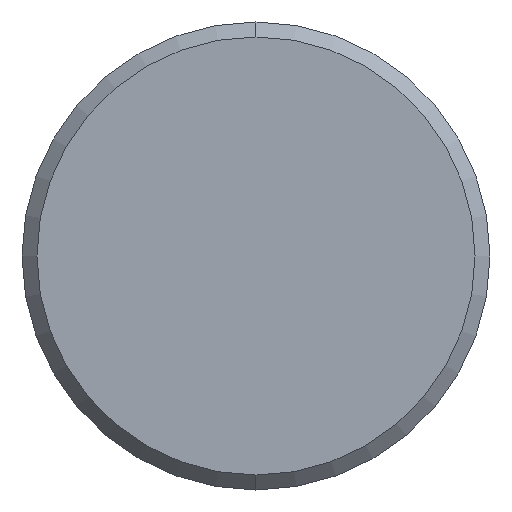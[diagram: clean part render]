
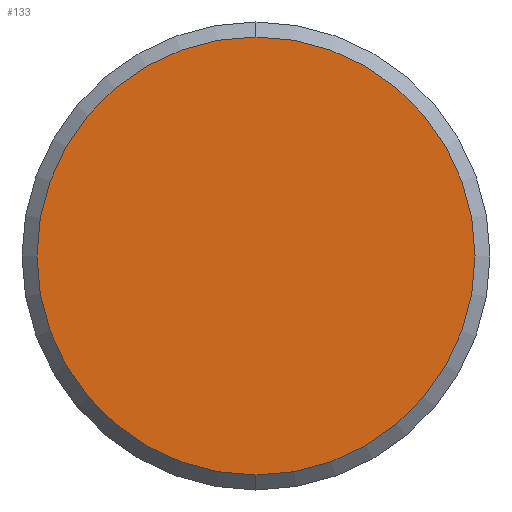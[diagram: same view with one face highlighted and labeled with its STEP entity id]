
A CAD part, left-side view. The second image highlights one B-rep face of the part: STEP entity #133.
In plain terms, the highlighted planar face has unit normal (-1, 0, 0).
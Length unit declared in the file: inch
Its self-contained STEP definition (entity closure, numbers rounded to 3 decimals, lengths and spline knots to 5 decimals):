
#3 = AXIS2_PLACEMENT_3D ( 'NONE', #472, #1219, #579 ) ;
#15 = VERTEX_POINT ( 'NONE', #153 ) ;
#29 = ORIENTED_EDGE ( 'NONE', *, *, #48, .F. ) ;
#48 = EDGE_CURVE ( 'NONE', #1051, #15, #1244, .T. ) ;
#79 = ORIENTED_EDGE ( 'NONE', *, *, #1098, .F. ) ;
#110 = FACE_OUTER_BOUND ( 'NONE', #1158, .T. ) ;
#133 = ADVANCED_FACE ( 'NONE', ( #110 ), #910, .T. ) ;
#153 = CARTESIAN_POINT ( 'NONE',  ( 0., 0., -0.2925 ) ) ;
#260 = AXIS2_PLACEMENT_3D ( 'NONE', #267, #1011, #381 ) ;
#267 = CARTESIAN_POINT ( 'NONE',  ( 0., 0., 0. ) ) ;
#381 = DIRECTION ( 'NONE',  ( 0., 0., -1. ) ) ;
#458 = CARTESIAN_POINT ( 'NONE',  ( 0., 0., 0.2925 ) ) ;
#472 = CARTESIAN_POINT ( 'NONE',  ( 0., 0., 0. ) ) ;
#579 = DIRECTION ( 'NONE',  ( 0., 0., -1. ) ) ;
#602 = DIRECTION ( 'NONE',  ( -1., 0., 0. ) ) ;
#910 = PLANE ( 'NONE',  #1294 ) ;
#957 = CIRCLE ( 'NONE', #3, 0.2925 ) ;
#1011 = DIRECTION ( 'NONE',  ( 1., 0., 0. ) ) ;
#1051 = VERTEX_POINT ( 'NONE', #458 ) ;
#1098 = EDGE_CURVE ( 'NONE', #15, #1051, #957, .T. ) ;
#1130 = CARTESIAN_POINT ( 'NONE',  ( 0., 0.3125, 0. ) ) ;
#1158 = EDGE_LOOP ( 'NONE', ( #79, #29 ) ) ;
#1219 = DIRECTION ( 'NONE',  ( 1., 0., 0. ) ) ;
#1244 = CIRCLE ( 'NONE', #260, 0.2925 ) ;
#1294 = AXIS2_PLACEMENT_3D ( 'NONE', #1130, #602, #1341 ) ;
#1341 = DIRECTION ( 'NONE',  ( 0., 0., 1. ) ) ;
